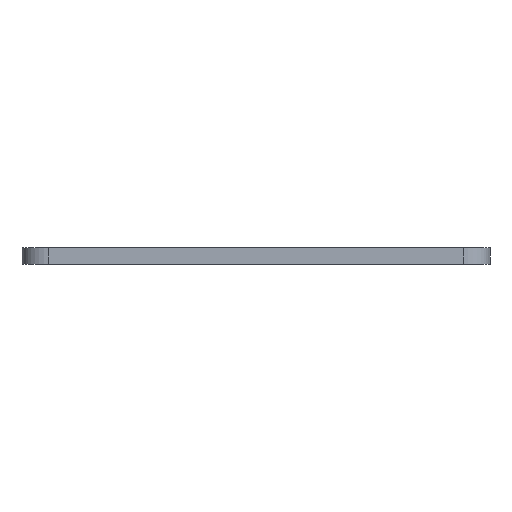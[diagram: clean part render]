
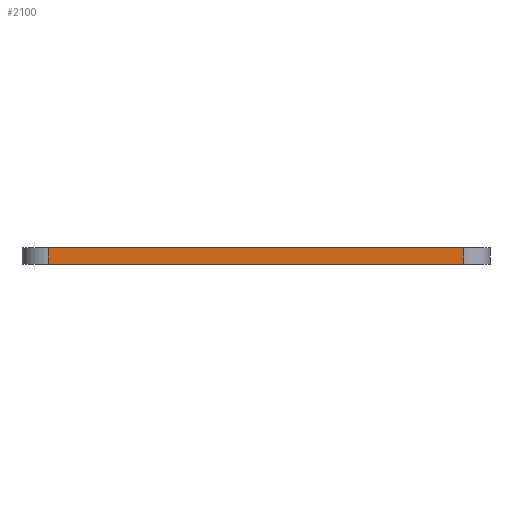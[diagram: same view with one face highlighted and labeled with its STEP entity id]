
A CAD part, left-side view. The second image highlights one B-rep face of the part: STEP entity #2100.
In plain terms, the highlighted planar face has unit normal (-1, 0, 0).
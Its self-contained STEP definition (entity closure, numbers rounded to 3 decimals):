
#1222=FACE_OUTER_BOUND($,#1656,.T.);
#1656=EDGE_LOOP($,(#3482,#3483,#3484,#3485));
#2087=PLANE($,#2766);
#2100=ADVANCED_FACE($,(#1222),#2087,.T.);
#2766=AXIS2_PLACEMENT_3D($,#7340,#6952,$);
#3482=ORIENTED_EDGE($,*,*,#4768,.T.);
#3483=ORIENTED_EDGE($,*,*,#4785,.T.);
#3484=ORIENTED_EDGE($,*,*,#4776,.F.);
#3485=ORIENTED_EDGE($,*,*,#4784,.F.);
#4768=EDGE_CURVE($,#6199,#6200,#5863,.T.);
#4776=EDGE_CURVE($,#6208,#6209,#5867,.T.);
#4784=EDGE_CURVE($,#6199,#6208,#5874,.T.);
#4785=EDGE_CURVE($,#6200,#6209,#5875,.T.);
#5530=VECTOR($,#6935,39.92);
#5534=VECTOR($,#6939,39.92);
#5541=VECTOR($,#6946,1.584);
#5542=VECTOR($,#6947,1.584);
#5863=LINE($,#7340,#5530);
#5867=LINE($,#7353,#5534);
#5874=LINE($,#7340,#5541);
#5875=LINE($,#7341,#5542);
#6199=VERTEX_POINT($,#7340);
#6200=VERTEX_POINT($,#7341);
#6208=VERTEX_POINT($,#7353);
#6209=VERTEX_POINT($,#7354);
#6935=DIRECTION($,(0.,1.,0.));
#6939=DIRECTION($,(0.,1.,0.));
#6946=DIRECTION($,(0.,0.,-1.));
#6947=DIRECTION($,(0.,0.,-1.));
#6952=DIRECTION($,(-1.,0.,0.));
#7340=CARTESIAN_POINT('',(-55.,2.54,0.));
#7341=CARTESIAN_POINT('',(-55.,42.46,0.));
#7353=CARTESIAN_POINT('',(-55.,2.54,-1.584));
#7354=CARTESIAN_POINT('',(-55.,42.46,-1.584));
